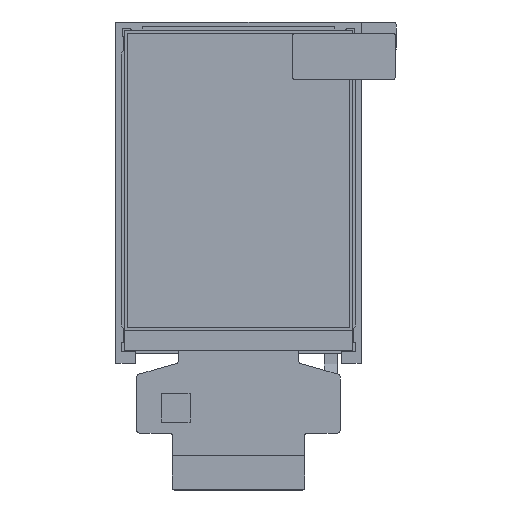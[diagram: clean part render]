
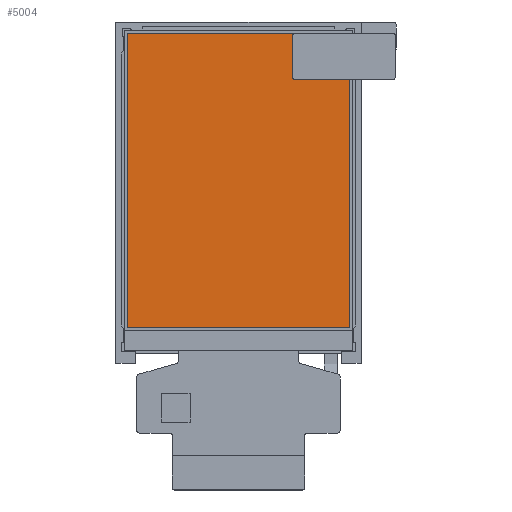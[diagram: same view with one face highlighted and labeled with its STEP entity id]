
A CAD part, top view. The second image highlights one B-rep face of the part: STEP entity #5004.
In plain terms, the highlighted face is planar.
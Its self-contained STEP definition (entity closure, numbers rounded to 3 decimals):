
#4877=DIRECTION('',(-1.,0.,0.));
#4878=VECTOR('',#4877,38.72);
#4879=CARTESIAN_POINT('',(18.024,1.22,-27.38));
#4880=LINE('',#4879,#4878);
#4884=DIRECTION('',(0.,0.,-1.));
#4885=VECTOR('',#4884,51.26);
#4886=CARTESIAN_POINT('',(18.024,1.22,23.88));
#4887=LINE('',#4886,#4885);
#4891=DIRECTION('',(1.,0.,0.));
#4892=VECTOR('',#4891,38.72);
#4893=CARTESIAN_POINT('',(-20.696,1.22,23.88));
#4894=LINE('',#4893,#4892);
#4898=DIRECTION('',(0.,0.,1.));
#4899=VECTOR('',#4898,51.26);
#4900=CARTESIAN_POINT('',(-20.696,1.22,-27.38));
#4901=LINE('',#4900,#4899);
#4913=CARTESIAN_POINT('',(18.024,1.22,-27.38));
#4914=CARTESIAN_POINT('',(-20.696,1.22,-27.38));
#4915=VERTEX_POINT('',#4913);
#4916=VERTEX_POINT('',#4914);
#4917=CARTESIAN_POINT('',(-20.696,1.22,23.88));
#4918=VERTEX_POINT('',#4917);
#4919=CARTESIAN_POINT('',(18.024,1.22,23.88));
#4920=VERTEX_POINT('',#4919);
#4993=CARTESIAN_POINT('',(0.,1.22,0.));
#4994=DIRECTION('',(0.,1.,0.));
#4995=DIRECTION('',(-1.,0.,0.));
#4996=AXIS2_PLACEMENT_3D('',#4993,#4994,#4995);
#4997=PLANE('',#4996);
#4998=ORIENTED_EDGE('',*,*,#4945,.F.);
#4999=ORIENTED_EDGE('',*,*,#4960,.F.);
#5000=ORIENTED_EDGE('',*,*,#4974,.F.);
#5001=ORIENTED_EDGE('',*,*,#4987,.F.);
#5002=EDGE_LOOP('',(#4998,#4999,#5000,#5001));
#5003=FACE_OUTER_BOUND('',#5002,.F.);
#5004=ADVANCED_FACE('',(#5003),#4997,.T.);
#4945=EDGE_CURVE('',#4915,#4916,#4880,.T.);
#4960=EDGE_CURVE('',#4920,#4915,#4887,.T.);
#4974=EDGE_CURVE('',#4918,#4920,#4894,.T.);
#4987=EDGE_CURVE('',#4916,#4918,#4901,.T.);
